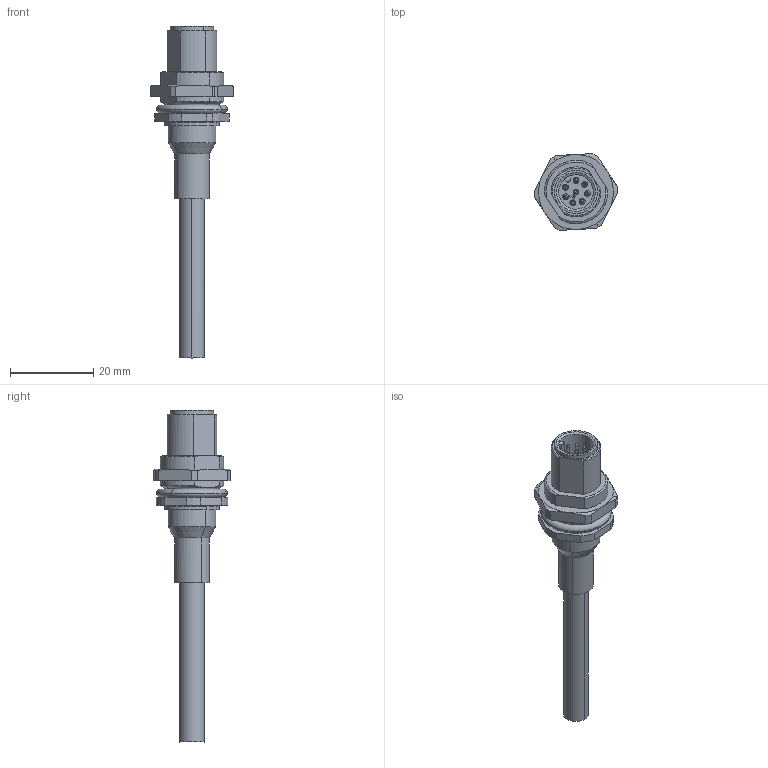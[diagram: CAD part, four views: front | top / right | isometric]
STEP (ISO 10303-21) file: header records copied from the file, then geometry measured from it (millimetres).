
FILE_DESCRIPTION(('CATIA V5 STEP Exchange','CAx-IF Rec.Pracs.--- Model Styling and Organization---1.4--- 2014-01-23'),'2;1');
FILE_NAME ('011800-2_1', '2021-03-15T13:31:50+00:00', ('none'), ('Weidmueller'), 'CATIA Version 5-6 Release 2016 SP3 HF44', 'CATIA V5 STEP AP214', 'none');
FILE_SCHEMA(('AUTOMOTIVE_DESIGN { 1 0 10303 214 1 1 1 1 }'));
Length unit declared in the file: millimetre
Products named in the file (1): 1341240050
Bounding box: 20 x 18.42 x 79.7 mm (x, y, z)
Volume: 5711.8 mm3; surface area: 5601.7 mm2
Topology: 4 solids, 4 shells, 205 faces, 518 edges, 306 vertices
Faces by surface type: cylinder 80, plane 53, cone 50, sphere 16, torus 6
Entity records: 6280 total; most frequent: CARTESIAN_POINT 1681, ORIENTED_EDGE 972, DIRECTION 810, EDGE_CURVE 486, AXIS2_PLACEMENT_3D 406, VERTEX_POINT 306, EDGE_LOOP 240, ADVANCED_FACE 205
